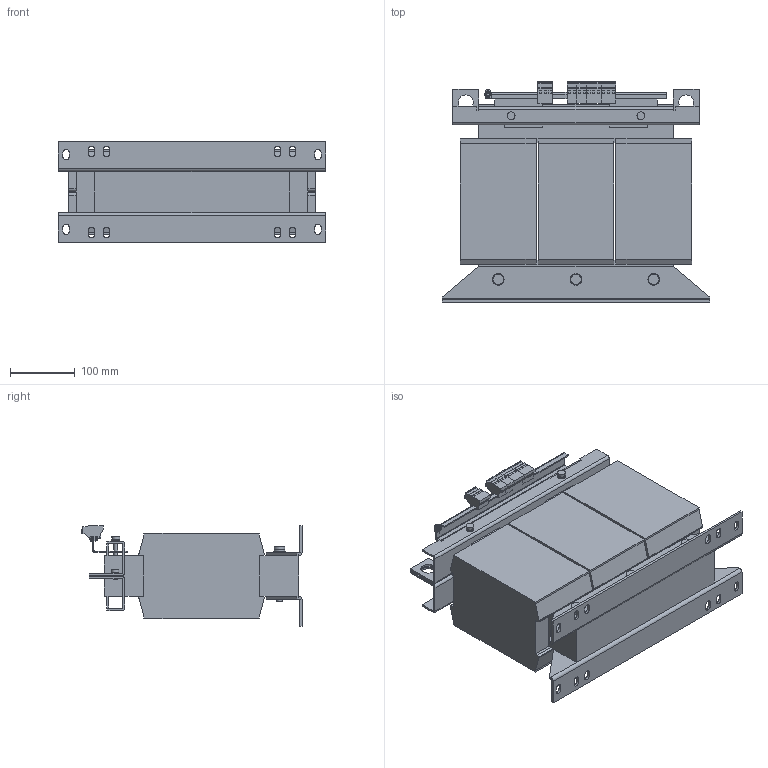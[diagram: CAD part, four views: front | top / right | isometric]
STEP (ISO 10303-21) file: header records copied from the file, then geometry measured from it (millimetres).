
FILE_DESCRIPTION (( 'STEP AP214' ), '1' );
FILE_NAME ('854367.STEP', '2024-02-28T10:42:50', ( '' ), ( '' ), 'SwSTEP 2.0', 'SolidWorks 2022', '' );
FILE_SCHEMA (( 'AUTOMOTIVE_DESIGN' ));
Length unit declared in the file: millimetre
Products named in the file (1): 854367
Bounding box: 412 x 339.75 x 155 mm (x, y, z)
Volume: 11260685.8 mm3; surface area: 755151 mm2
Topology: 1 solids, 8 shells, 862 faces, 2196 edges, 1380 vertices
Faces by surface type: plane 614, cylinder 226, torus 18, cone 4
Entity records: 25873 total; most frequent: CARTESIAN_POINT 4525, DIRECTION 4397, ORIENTED_EDGE 4392, EDGE_CURVE 2196, LINE 1681, VECTOR 1681, VERTEX_POINT 1380, AXIS2_PLACEMENT_3D 1358
